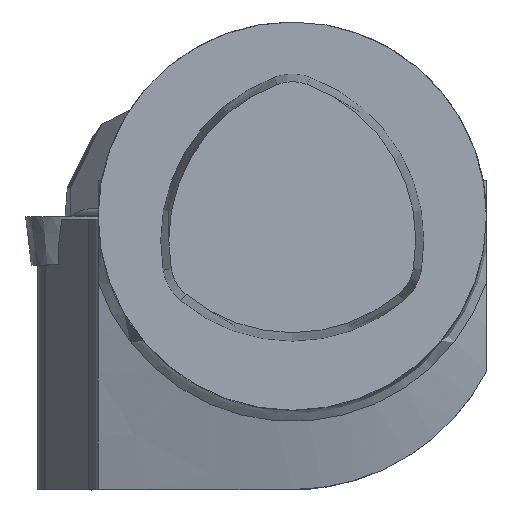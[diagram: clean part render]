
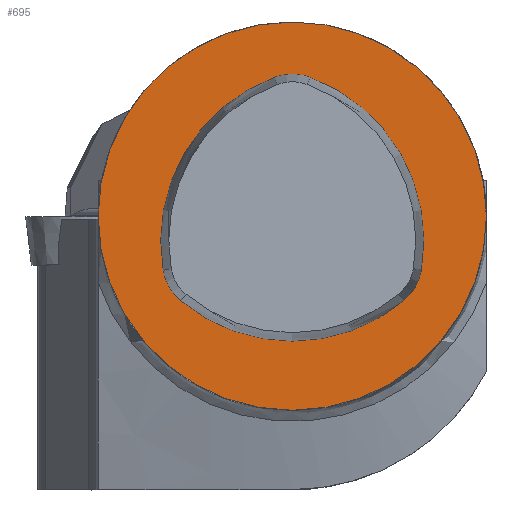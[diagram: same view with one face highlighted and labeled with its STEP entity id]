
A CAD part, top view. The second image highlights one B-rep face of the part: STEP entity #695.
In plain terms, the highlighted planar face has unit normal (0, 0, 1).
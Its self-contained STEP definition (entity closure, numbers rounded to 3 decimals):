
#192=FACE_BOUND('',#1274,.T.);
#193=FACE_BOUND('',#1275,.T.);
#620=CIRCLE('',#4901,16.);
#621=CIRCLE('',#4911,14.351);
#622=CIRCLE('',#4912,4.2);
#623=CIRCLE('',#4913,14.351);
#624=CIRCLE('',#4914,4.2);
#625=CIRCLE('',#4915,14.351);
#626=CIRCLE('',#4916,4.2);
#695=ADVANCED_FACE('',(#192,#193),#931,.T.);
#931=PLANE('',#4917);
#1274=EDGE_LOOP('',(#1681));
#1275=EDGE_LOOP('',(#1682,#1683,#1684,#1685,#1686,#1687));
#1681=ORIENTED_EDGE('',*,*,#3426,.T.);
#1682=ORIENTED_EDGE('',*,*,#3443,.F.);
#1683=ORIENTED_EDGE('',*,*,#3444,.F.);
#1684=ORIENTED_EDGE('',*,*,#3445,.F.);
#1685=ORIENTED_EDGE('',*,*,#3446,.F.);
#1686=ORIENTED_EDGE('',*,*,#3447,.F.);
#1687=ORIENTED_EDGE('',*,*,#3448,.F.);
#2957=VERTEX_POINT('',#6497);
#2974=VERTEX_POINT('',#6532);
#2975=VERTEX_POINT('',#6533);
#2976=VERTEX_POINT('',#6535);
#2977=VERTEX_POINT('',#6537);
#2978=VERTEX_POINT('',#6539);
#2979=VERTEX_POINT('',#6541);
#3426=EDGE_CURVE('',#2957,#2957,#620,.T.);
#3443=EDGE_CURVE('',#2974,#2975,#621,.T.);
#3444=EDGE_CURVE('',#2976,#2974,#622,.T.);
#3445=EDGE_CURVE('',#2977,#2976,#623,.T.);
#3446=EDGE_CURVE('',#2978,#2977,#624,.T.);
#3447=EDGE_CURVE('',#2979,#2978,#625,.T.);
#3448=EDGE_CURVE('',#2975,#2979,#626,.T.);
#4901=AXIS2_PLACEMENT_3D('',#6496,#5316,#5317);
#4911=AXIS2_PLACEMENT_3D('',#6531,#5344,#5345);
#4912=AXIS2_PLACEMENT_3D('',#6534,#5346,#5347);
#4913=AXIS2_PLACEMENT_3D('',#6536,#5348,#5349);
#4914=AXIS2_PLACEMENT_3D('',#6538,#5350,#5351);
#4915=AXIS2_PLACEMENT_3D('',#6540,#5352,#5353);
#4916=AXIS2_PLACEMENT_3D('',#6542,#5354,#5355);
#4917=AXIS2_PLACEMENT_3D('',#6543,#5356,#5357);
#5316=DIRECTION('',(0.,0.,1.));
#5317=DIRECTION('',(1.,0.,0.));
#5344=DIRECTION('',(0.,0.,1.));
#5345=DIRECTION('',(1.,0.,0.));
#5346=DIRECTION('',(0.,0.,1.));
#5347=DIRECTION('',(1.,0.,0.));
#5348=DIRECTION('',(0.,0.,1.));
#5349=DIRECTION('',(1.,0.,0.));
#5350=DIRECTION('',(0.,0.,1.));
#5351=DIRECTION('',(1.,0.,0.));
#5352=DIRECTION('',(0.,0.,1.));
#5353=DIRECTION('',(1.,0.,0.));
#5354=DIRECTION('',(0.,0.,1.));
#5355=DIRECTION('',(1.,0.,0.));
#5356=DIRECTION('',(0.,0.,1.));
#5357=DIRECTION('',(-1.,0.,0.));
#6496=CARTESIAN_POINT('',(0.,0.,0.));
#6497=CARTESIAN_POINT('',(16.,0.,0.));
#6531=CARTESIAN_POINT('',(3.508,-2.026,0.));
#6532=CARTESIAN_POINT('',(-1.452,11.441,0.));
#6533=CARTESIAN_POINT('',(-10.634,-4.463,0.));
#6534=CARTESIAN_POINT('',(0.,7.5,0.));
#6535=CARTESIAN_POINT('',(1.452,11.441,0.));
#6536=CARTESIAN_POINT('',(-3.508,-2.026,0.));
#6537=CARTESIAN_POINT('',(10.634,-4.463,0.));
#6538=CARTESIAN_POINT('',(6.495,-3.75,0.));
#6539=CARTESIAN_POINT('',(9.183,-6.978,0.));
#6540=CARTESIAN_POINT('',(0.,4.051,0.));
#6541=CARTESIAN_POINT('',(-9.183,-6.978,0.));
#6542=CARTESIAN_POINT('',(-6.495,-3.75,0.));
#6543=CARTESIAN_POINT('',(0.,0.,0.));
